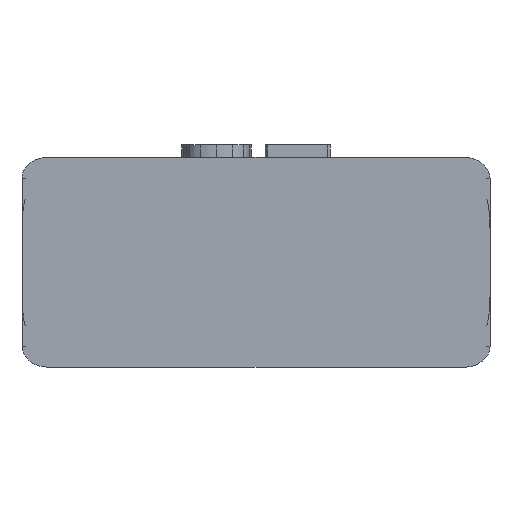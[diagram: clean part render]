
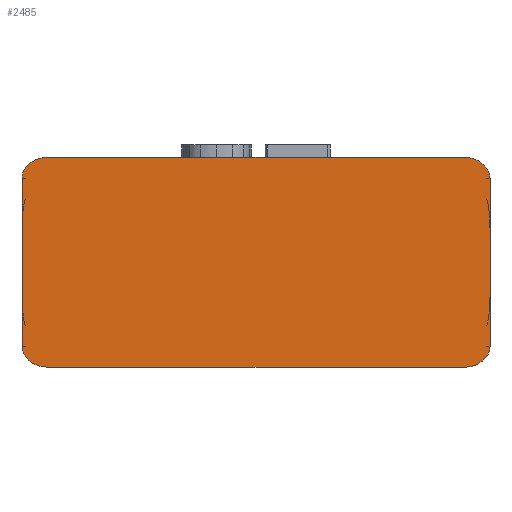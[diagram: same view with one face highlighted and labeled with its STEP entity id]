
A CAD part, front view. The second image highlights one B-rep face of the part: STEP entity #2485.
In plain terms, the highlighted planar face has unit normal (0, -1, 0).
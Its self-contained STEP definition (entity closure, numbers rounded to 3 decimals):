
#53=ELLIPSE('',#2644,1.221,1.);
#57=ELLIPSE('',#2660,1.221,1.);
#58=ELLIPSE('',#2661,1.221,1.);
#59=ELLIPSE('',#2662,1.221,1.);
#429=FACE_OUTER_BOUND('',#581,.T.);
#581=EDGE_LOOP('',(#2156,#2157,#2158,#2159,#2160,#2161,#2162,#2163,#2164,
#2165,#2166,#2167));
#720=LINE('',#4512,#898);
#765=LINE('',#4791,#943);
#766=LINE('',#4795,#944);
#767=LINE('',#4799,#945);
#768=LINE('',#4801,#946);
#769=LINE('',#4803,#947);
#770=LINE('',#4808,#948);
#771=LINE('',#4809,#949);
#898=VECTOR('',#2876,10.);
#943=VECTOR('',#3123,10.);
#944=VECTOR('',#3128,10.);
#945=VECTOR('',#3131,10.);
#946=VECTOR('',#3132,10.);
#947=VECTOR('',#3133,10.);
#948=VECTOR('',#3138,10.);
#949=VECTOR('',#3139,10.);
#1105=VERTEX_POINT('',#4508);
#1107=VERTEX_POINT('',#4511);
#1165=VERTEX_POINT('',#4762);
#1166=VERTEX_POINT('',#4763);
#1174=VERTEX_POINT('',#4790);
#1175=VERTEX_POINT('',#4794);
#1176=VERTEX_POINT('',#4796);
#1177=VERTEX_POINT('',#4798);
#1178=VERTEX_POINT('',#4800);
#1179=VERTEX_POINT('',#4802);
#1180=VERTEX_POINT('',#4805);
#1181=VERTEX_POINT('',#4807);
#1404=EDGE_CURVE('',#1105,#1107,#720,.T.);
#1499=EDGE_CURVE('',#1165,#1166,#53,.T.);
#1513=EDGE_CURVE('',#1174,#1166,#765,.T.);
#1515=EDGE_CURVE('',#1175,#1165,#766,.T.);
#1516=EDGE_CURVE('',#1176,#1175,#57,.T.);
#1517=EDGE_CURVE('',#1176,#1177,#767,.T.);
#1518=EDGE_CURVE('',#1177,#1178,#768,.T.);
#1519=EDGE_CURVE('',#1178,#1179,#769,.T.);
#1520=EDGE_CURVE('',#1107,#1179,#58,.T.);
#1521=EDGE_CURVE('',#1180,#1105,#59,.T.);
#1522=EDGE_CURVE('',#1180,#1181,#770,.T.);
#1523=EDGE_CURVE('',#1181,#1174,#771,.T.);
#2156=ORIENTED_EDGE('',*,*,#1499,.F.);
#2157=ORIENTED_EDGE('',*,*,#1515,.F.);
#2158=ORIENTED_EDGE('',*,*,#1516,.F.);
#2159=ORIENTED_EDGE('',*,*,#1517,.T.);
#2160=ORIENTED_EDGE('',*,*,#1518,.T.);
#2161=ORIENTED_EDGE('',*,*,#1519,.T.);
#2162=ORIENTED_EDGE('',*,*,#1520,.F.);
#2163=ORIENTED_EDGE('',*,*,#1404,.F.);
#2164=ORIENTED_EDGE('',*,*,#1521,.F.);
#2165=ORIENTED_EDGE('',*,*,#1522,.T.);
#2166=ORIENTED_EDGE('',*,*,#1523,.T.);
#2167=ORIENTED_EDGE('',*,*,#1513,.T.);
#2361=PLANE('',#2659);
#2485=ADVANCED_FACE('',(#429),#2361,.T.);
#2644=AXIS2_PLACEMENT_3D('',#4764,#3090,#3091);
#2659=AXIS2_PLACEMENT_3D('',#4793,#3126,#3127);
#2660=AXIS2_PLACEMENT_3D('',#4797,#3129,#3130);
#2661=AXIS2_PLACEMENT_3D('',#4804,#3134,#3135);
#2662=AXIS2_PLACEMENT_3D('',#4806,#3136,#3137);
#2876=DIRECTION('',(1.,0.,0.));
#3090=DIRECTION('center_axis',(0.,1.,0.));
#3091=DIRECTION('ref_axis',(-1.,0.,0.));
#3123=DIRECTION('',(0.,0.,-1.));
#3126=DIRECTION('center_axis',(0.,-1.,0.));
#3127=DIRECTION('ref_axis',(1.,0.,0.));
#3128=DIRECTION('',(-1.,0.,0.));
#3129=DIRECTION('center_axis',(0.,1.,0.));
#3130=DIRECTION('ref_axis',(1.,0.,0.));
#3131=DIRECTION('',(0.,0.,1.));
#3132=DIRECTION('',(0.,0.,1.));
#3133=DIRECTION('',(0.,0.,1.));
#3134=DIRECTION('center_axis',(0.,1.,0.));
#3135=DIRECTION('ref_axis',(1.,0.,0.));
#3136=DIRECTION('center_axis',(0.,1.,0.));
#3137=DIRECTION('ref_axis',(-1.,0.,0.));
#3138=DIRECTION('',(0.,0.,-1.));
#3139=DIRECTION('',(0.,0.,-1.));
#4508=CARTESIAN_POINT('',(-9.937,20.216,5.));
#4511=CARTESIAN_POINT('',(9.937,20.216,5.));
#4512=CARTESIAN_POINT('',(-13.6,20.216,5.));
#4762=CARTESIAN_POINT('',(-9.937,20.216,-5.));
#4763=CARTESIAN_POINT('',(-11.158,20.216,-4.));
#4764=CARTESIAN_POINT('Origin',(-9.937,20.216,-4.));
#4790=CARTESIAN_POINT('',(-11.158,20.216,-1.609));
#4791=CARTESIAN_POINT('',(-11.158,20.216,0.));
#4793=CARTESIAN_POINT('Origin',(-13.6,20.216,0.));
#4794=CARTESIAN_POINT('',(9.937,20.216,-5.));
#4795=CARTESIAN_POINT('',(-13.6,20.216,-5.));
#4796=CARTESIAN_POINT('',(11.158,20.216,-4.));
#4797=CARTESIAN_POINT('Origin',(9.937,20.216,-4.));
#4798=CARTESIAN_POINT('',(11.158,20.216,-1.609));
#4799=CARTESIAN_POINT('',(11.158,20.216,-2.));
#4800=CARTESIAN_POINT('',(11.158,20.216,1.609));
#4801=CARTESIAN_POINT('',(11.158,20.216,-2.));
#4802=CARTESIAN_POINT('',(11.158,20.216,4.));
#4803=CARTESIAN_POINT('',(11.158,20.216,-2.));
#4804=CARTESIAN_POINT('Origin',(9.937,20.216,4.));
#4805=CARTESIAN_POINT('',(-11.158,20.216,4.));
#4806=CARTESIAN_POINT('Origin',(-9.937,20.216,4.));
#4807=CARTESIAN_POINT('',(-11.158,20.216,1.609));
#4808=CARTESIAN_POINT('',(-11.158,20.216,2.));
#4809=CARTESIAN_POINT('',(-11.158,20.216,2.));
